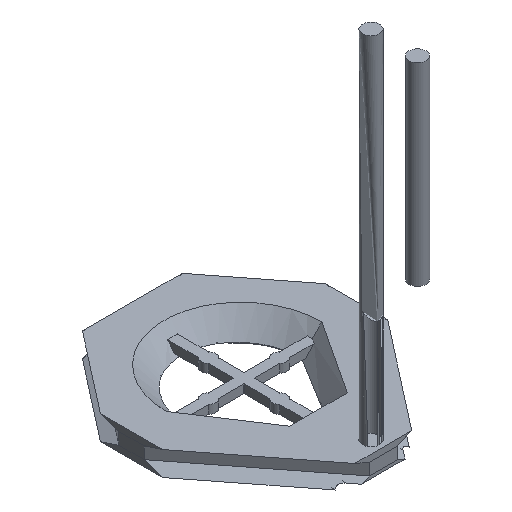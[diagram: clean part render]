
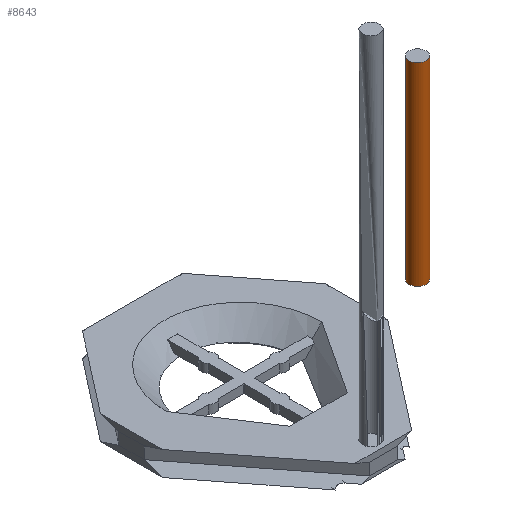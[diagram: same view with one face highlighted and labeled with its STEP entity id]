
A CAD part, isometric view. The second image highlights one B-rep face of the part: STEP entity #8643.
In plain terms, the highlighted cylindrical face has radius 0.762 mm (diameter 1.524 mm), a full revolution.
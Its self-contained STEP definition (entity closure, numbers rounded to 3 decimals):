
#7534 = TOROIDAL_SURFACE('',#7535,4.149,0.762);
#7535 = AXIS2_PLACEMENT_3D('',#7536,#7537,#7538);
#7536 = CARTESIAN_POINT('',(0.,-11.328,16.637)
  );
#7537 = DIRECTION('',(1.,0.,0.));
#7538 = DIRECTION('',(0.,1.,0.));
#8590 = EDGE_CURVE('',#8591,#8591,#8593,.T.);
#8591 = VERTEX_POINT('',#8592);
#8592 = CARTESIAN_POINT('',(0.762,-15.477,
    16.637));
#8593 = SURFACE_CURVE('',#8594,(#8599,#8606),.PCURVE_S1.);
#8594 = CIRCLE('',#8595,0.762);
#8595 = AXIS2_PLACEMENT_3D('',#8596,#8597,#8598);
#8596 = CARTESIAN_POINT('',(0.,-15.477,16.637)
  );
#8597 = DIRECTION('',(0.,0.,-1.));
#8598 = DIRECTION('',(1.,0.,0.));
#8599 = PCURVE('',#7534,#8600);
#8600 = DEFINITIONAL_REPRESENTATION('',(#8601),#8605);
#8601 = LINE('',#8602,#8603);
#8602 = CARTESIAN_POINT('',(3.142,7.854));
#8603 = VECTOR('',#8604,1.);
#8604 = DIRECTION('',(-0.,-1.));
#8605 = ( GEOMETRIC_REPRESENTATION_CONTEXT(2) 
PARAMETRIC_REPRESENTATION_CONTEXT() REPRESENTATION_CONTEXT('2D SPACE',''
  ) );
#8606 = PCURVE('',#8607,#8612);
#8607 = CYLINDRICAL_SURFACE('',#8608,0.762);
#8608 = AXIS2_PLACEMENT_3D('',#8609,#8610,#8611);
#8609 = CARTESIAN_POINT('',(0.,-15.477,16.637)
  );
#8610 = DIRECTION('',(0.,0.,-1.));
#8611 = DIRECTION('',(1.,0.,0.));
#8612 = DEFINITIONAL_REPRESENTATION('',(#8613),#8617);
#8613 = LINE('',#8614,#8615);
#8614 = CARTESIAN_POINT('',(0.,-0.));
#8615 = VECTOR('',#8616,1.);
#8616 = DIRECTION('',(1.,0.));
#8617 = ( GEOMETRIC_REPRESENTATION_CONTEXT(2) 
PARAMETRIC_REPRESENTATION_CONTEXT() REPRESENTATION_CONTEXT('2D SPACE',''
  ) );
#8643 = ADVANCED_FACE('',(#8644),#8607,.T.);
#8644 = FACE_BOUND('',#8645,.T.);
#8645 = EDGE_LOOP('',(#8646,#8669,#8670,#8671));
#8646 = ORIENTED_EDGE('',*,*,#8647,.T.);
#8647 = EDGE_CURVE('',#8648,#8591,#8650,.T.);
#8648 = VERTEX_POINT('',#8649);
#8649 = CARTESIAN_POINT('',(0.762,-15.477,33.909));
#8650 = SEAM_CURVE('',#8651,(#8655,#8662),.PCURVE_S1.);
#8651 = LINE('',#8652,#8653);
#8652 = CARTESIAN_POINT('',(0.762,-15.477,
    16.637));
#8653 = VECTOR('',#8654,1.);
#8654 = DIRECTION('',(0.,0.,-1.));
#8655 = PCURVE('',#8607,#8656);
#8656 = DEFINITIONAL_REPRESENTATION('',(#8657),#8661);
#8657 = LINE('',#8658,#8659);
#8658 = CARTESIAN_POINT('',(6.283,0.));
#8659 = VECTOR('',#8660,1.);
#8660 = DIRECTION('',(0.,1.));
#8661 = ( GEOMETRIC_REPRESENTATION_CONTEXT(2) 
PARAMETRIC_REPRESENTATION_CONTEXT() REPRESENTATION_CONTEXT('2D SPACE',''
  ) );
#8662 = PCURVE('',#8607,#8663);
#8663 = DEFINITIONAL_REPRESENTATION('',(#8664),#8668);
#8664 = LINE('',#8665,#8666);
#8665 = CARTESIAN_POINT('',(0.,0.));
#8666 = VECTOR('',#8667,1.);
#8667 = DIRECTION('',(0.,1.));
#8668 = ( GEOMETRIC_REPRESENTATION_CONTEXT(2) 
PARAMETRIC_REPRESENTATION_CONTEXT() REPRESENTATION_CONTEXT('2D SPACE',''
  ) );
#8669 = ORIENTED_EDGE('',*,*,#8590,.F.);
#8670 = ORIENTED_EDGE('',*,*,#8647,.F.);
#8671 = ORIENTED_EDGE('',*,*,#8672,.F.);
#8672 = EDGE_CURVE('',#8648,#8648,#8673,.T.);
#8673 = SURFACE_CURVE('',#8674,(#8679,#8686),.PCURVE_S1.);
#8674 = CIRCLE('',#8675,0.762);
#8675 = AXIS2_PLACEMENT_3D('',#8676,#8677,#8678);
#8676 = CARTESIAN_POINT('',(-0.,-15.477,33.909));
#8677 = DIRECTION('',(0.,0.,1.));
#8678 = DIRECTION('',(1.,0.,-0.));
#8679 = PCURVE('',#8607,#8680);
#8680 = DEFINITIONAL_REPRESENTATION('',(#8681),#8685);
#8681 = LINE('',#8682,#8683);
#8682 = CARTESIAN_POINT('',(6.283,-17.272));
#8683 = VECTOR('',#8684,1.);
#8684 = DIRECTION('',(-1.,-0.));
#8685 = ( GEOMETRIC_REPRESENTATION_CONTEXT(2) 
PARAMETRIC_REPRESENTATION_CONTEXT() REPRESENTATION_CONTEXT('2D SPACE',''
  ) );
#8686 = PCURVE('',#8687,#8692);
#8687 = PLANE('',#8688);
#8688 = AXIS2_PLACEMENT_3D('',#8689,#8690,#8691);
#8689 = CARTESIAN_POINT('',(0.,-15.477,33.909));
#8690 = DIRECTION('',(0.,0.,1.));
#8691 = DIRECTION('',(1.,0.,-0.));
#8692 = DEFINITIONAL_REPRESENTATION('',(#8693),#8697);
#8693 = CIRCLE('',#8694,0.762);
#8694 = AXIS2_PLACEMENT_2D('',#8695,#8696);
#8695 = CARTESIAN_POINT('',(0.,0.));
#8696 = DIRECTION('',(1.,0.));
#8697 = ( GEOMETRIC_REPRESENTATION_CONTEXT(2) 
PARAMETRIC_REPRESENTATION_CONTEXT() REPRESENTATION_CONTEXT('2D SPACE',''
  ) );
